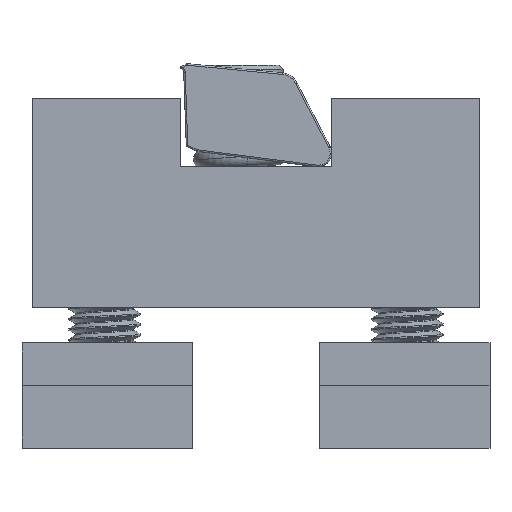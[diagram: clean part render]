
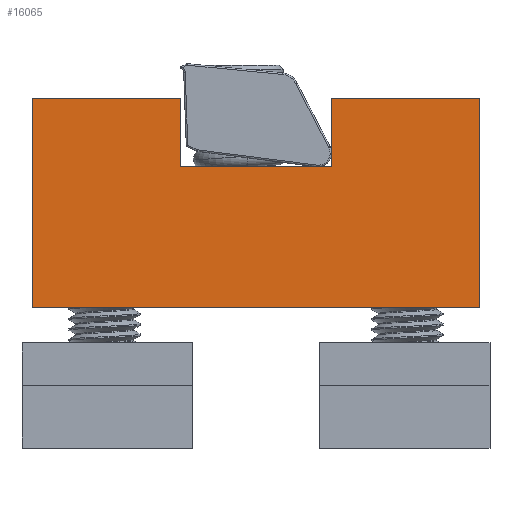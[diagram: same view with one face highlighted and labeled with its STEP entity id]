
A CAD part, top view. The second image highlights one B-rep face of the part: STEP entity #16065.
In plain terms, the highlighted planar face has unit normal (0, 0, 1).
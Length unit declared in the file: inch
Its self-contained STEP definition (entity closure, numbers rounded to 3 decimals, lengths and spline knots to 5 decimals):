
#1 = CARTESIAN_POINT ( 'NONE',  ( 1.47638, -0.689, 0.5 ) ) ;
#355 = CARTESIAN_POINT ( 'NONE',  ( 1.47638, 0.689, 0.5 ) ) ;
#487 = VERTEX_POINT ( 'NONE', #7262 ) ;
#491 = ORIENTED_EDGE ( 'NONE', *, *, #5460, .F. ) ;
#561 = EDGE_CURVE ( 'NONE', #9215, #13322, #13677, .T. ) ;
#576 = CARTESIAN_POINT ( 'NONE',  ( 0.5, 0.239, 0.5 ) ) ;
#1886 = DIRECTION ( 'NONE',  ( 0., 1., 0. ) ) ;
#2118 = VECTOR ( 'NONE', #1886, 39.37008 ) ;
#2219 = CARTESIAN_POINT ( 'NONE',  ( -0.5, 0.239, 0.5 ) ) ;
#2298 = ORIENTED_EDGE ( 'NONE', *, *, #561, .T. ) ;
#2697 = LINE ( 'NONE', #11112, #12590 ) ;
#3033 = CARTESIAN_POINT ( 'NONE',  ( 1.47638, -0.689, 0.5 ) ) ;
#3397 = CARTESIAN_POINT ( 'NONE',  ( 1.47638, -0.689, 0.5 ) ) ;
#3431 = ORIENTED_EDGE ( 'NONE', *, *, #5093, .F. ) ;
#3631 = VERTEX_POINT ( 'NONE', #355 ) ;
#3716 = LINE ( 'NONE', #4526, #10180 ) ;
#3781 = VECTOR ( 'NONE', #5882, 39.37008 ) ;
#3869 = CARTESIAN_POINT ( 'NONE',  ( 1.47638, -0.689, 0.5 ) ) ;
#4241 = ORIENTED_EDGE ( 'NONE', *, *, #14811, .T. ) ;
#4323 = DIRECTION ( 'NONE',  ( -1., 0., 0. ) ) ;
#4526 = CARTESIAN_POINT ( 'NONE',  ( -1.47638, -0.689, 0.5 ) ) ;
#4764 = ORIENTED_EDGE ( 'NONE', *, *, #14978, .F. ) ;
#5093 = EDGE_CURVE ( 'NONE', #9215, #5538, #2697, .T. ) ;
#5198 = VERTEX_POINT ( 'NONE', #14014 ) ;
#5407 = CARTESIAN_POINT ( 'NONE',  ( 1.47638, 0.689, 0.5 ) ) ;
#5460 = EDGE_CURVE ( 'NONE', #8642, #487, #8156, .T. ) ;
#5538 = VERTEX_POINT ( 'NONE', #2219 ) ;
#5806 = AXIS2_PLACEMENT_3D ( 'NONE', #3033, #12071, #4323 ) ;
#5882 = DIRECTION ( 'NONE',  ( -1., 0., 0. ) ) ;
#6015 = EDGE_CURVE ( 'NONE', #5538, #16723, #14376, .T. ) ;
#6316 = LINE ( 'NONE', #3869, #16202 ) ;
#7262 = CARTESIAN_POINT ( 'NONE',  ( -1.47638, -0.689, 0.5 ) ) ;
#7551 = VECTOR ( 'NONE', #12410, 39.37008 ) ;
#7658 = ORIENTED_EDGE ( 'NONE', *, *, #13091, .T. ) ;
#7867 = ORIENTED_EDGE ( 'NONE', *, *, #6015, .F. ) ;
#8156 = LINE ( 'NONE', #3397, #11570 ) ;
#8445 = CARTESIAN_POINT ( 'NONE',  ( -1.47638, 0.689, 0.5 ) ) ;
#8642 = VERTEX_POINT ( 'NONE', #1 ) ;
#8753 = FACE_OUTER_BOUND ( 'NONE', #15257, .T. ) ;
#9215 = VERTEX_POINT ( 'NONE', #14445 ) ;
#10180 = VECTOR ( 'NONE', #13528, 39.37008 ) ;
#10474 = EDGE_CURVE ( 'NONE', #3631, #8642, #6316, .T. ) ;
#11112 = CARTESIAN_POINT ( 'NONE',  ( -0.5, 0.239, 0.5 ) ) ;
#11570 = VECTOR ( 'NONE', #12430, 39.37008 ) ;
#11845 = VECTOR ( 'NONE', #13081, 39.37008 ) ;
#12071 = DIRECTION ( 'NONE',  ( 0., 0., -1. ) ) ;
#12350 = CARTESIAN_POINT ( 'NONE',  ( -0.5, 0.239, 0.5 ) ) ;
#12410 = DIRECTION ( 'NONE',  ( 1., 0., 0. ) ) ;
#12430 = DIRECTION ( 'NONE',  ( -1., 0., 0. ) ) ;
#12590 = VECTOR ( 'NONE', #16296, 39.37008 ) ;
#12859 = CARTESIAN_POINT ( 'NONE',  ( 1.47638, 0.689, 0.5 ) ) ;
#12900 = DIRECTION ( 'NONE',  ( 0., -1., 0. ) ) ;
#13081 = DIRECTION ( 'NONE',  ( -1., 0., 0. ) ) ;
#13091 = EDGE_CURVE ( 'NONE', #3631, #5198, #15662, .T. ) ;
#13322 = VERTEX_POINT ( 'NONE', #8445 ) ;
#13528 = DIRECTION ( 'NONE',  ( 0., -1., 0. ) ) ;
#13677 = LINE ( 'NONE', #12859, #3781 ) ;
#14014 = CARTESIAN_POINT ( 'NONE',  ( 0.5, 0.689, 0.5 ) ) ;
#14376 = LINE ( 'NONE', #12350, #7551 ) ;
#14445 = CARTESIAN_POINT ( 'NONE',  ( -0.5, 0.689, 0.5 ) ) ;
#14514 = PLANE ( 'NONE',  #5806 ) ;
#14811 = EDGE_CURVE ( 'NONE', #13322, #487, #3716, .T. ) ;
#14978 = EDGE_CURVE ( 'NONE', #16723, #5198, #15417, .T. ) ;
#15009 = CARTESIAN_POINT ( 'NONE',  ( 0.5, 0.239, 0.5 ) ) ;
#15257 = EDGE_LOOP ( 'NONE', ( #7658, #4764, #7867, #3431, #2298, #4241, #491, #16198 ) ) ;
#15417 = LINE ( 'NONE', #576, #2118 ) ;
#15662 = LINE ( 'NONE', #5407, #11845 ) ;
#16065 = ADVANCED_FACE ( 'NONE', ( #8753 ), #14514, .F. ) ;
#16198 = ORIENTED_EDGE ( 'NONE', *, *, #10474, .F. ) ;
#16202 = VECTOR ( 'NONE', #12900, 39.37008 ) ;
#16296 = DIRECTION ( 'NONE',  ( 0., -1., 0. ) ) ;
#16723 = VERTEX_POINT ( 'NONE', #15009 ) ;
